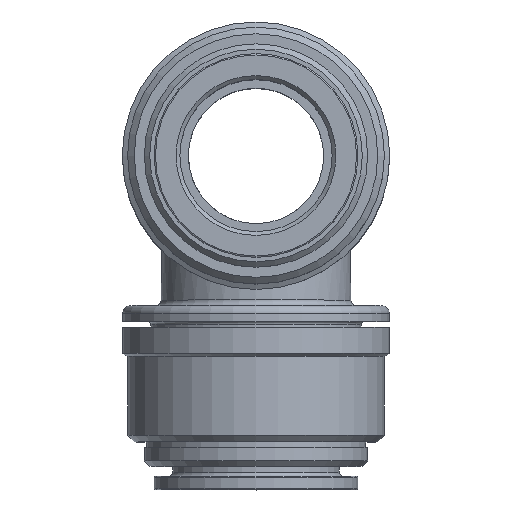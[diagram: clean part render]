
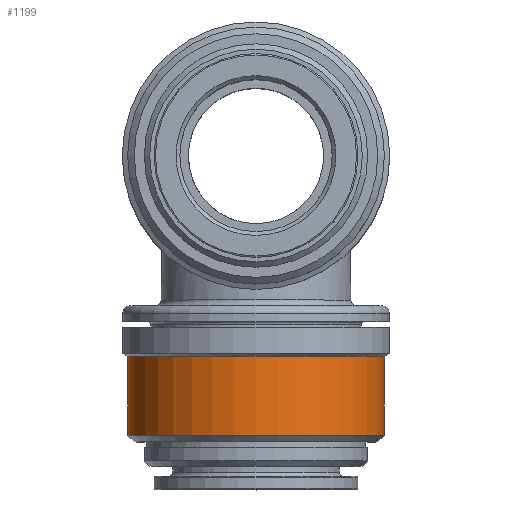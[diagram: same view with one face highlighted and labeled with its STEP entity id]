
A CAD part, top view. The second image highlights one B-rep face of the part: STEP entity #1199.
In plain terms, the highlighted cylindrical face has radius 23.625 mm (diameter 47.25 mm), a full revolution.
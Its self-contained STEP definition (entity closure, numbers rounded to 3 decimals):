
#279=ORIENTED_EDGE('',*,*,#465,.F.);
#280=ORIENTED_EDGE('',*,*,#466,.T.);
#465=EDGE_CURVE('',#586,#586,#681,.T.);
#466=EDGE_CURVE('',#587,#587,#682,.T.);
#586=VERTEX_POINT('',#2207);
#587=VERTEX_POINT('',#2210);
#681=CIRCLE('',#1392,23.625);
#682=CIRCLE('',#1394,23.625);
#840=EDGE_LOOP('',(#279));
#841=EDGE_LOOP('',(#280));
#1034=FACE_BOUND('',#840,.T.);
#1035=FACE_BOUND('',#841,.T.);
#1119=CYLINDRICAL_SURFACE('',#1393,23.625);
#1199=ADVANCED_FACE('',(#1034,#1035),#1119,.T.);
#1392=AXIS2_PLACEMENT_3D('',#2206,#1745,#1746);
#1393=AXIS2_PLACEMENT_3D('',#2208,#1747,#1748);
#1394=AXIS2_PLACEMENT_3D('',#2209,#1749,#1750);
#1745=DIRECTION('',(0.,1.,0.));
#1746=DIRECTION('',(0.,0.,1.));
#1747=DIRECTION('',(0.,1.,0.));
#1748=DIRECTION('',(0.,0.,1.));
#1749=DIRECTION('',(0.,1.,0.));
#1750=DIRECTION('',(0.,0.,1.));
#2206=CARTESIAN_POINT('',(0.,-36.863,0.));
#2207=CARTESIAN_POINT('',(0.,-36.863,23.625));
#2208=CARTESIAN_POINT('',(0.,0.,0.));
#2209=CARTESIAN_POINT('',(0.,-51.375,0.));
#2210=CARTESIAN_POINT('',(0.,-51.375,23.625));
